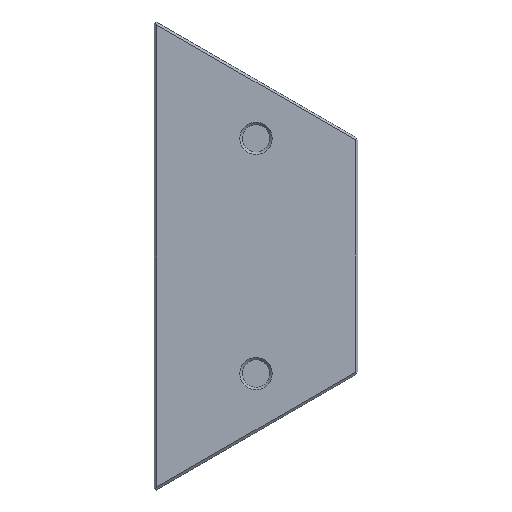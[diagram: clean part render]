
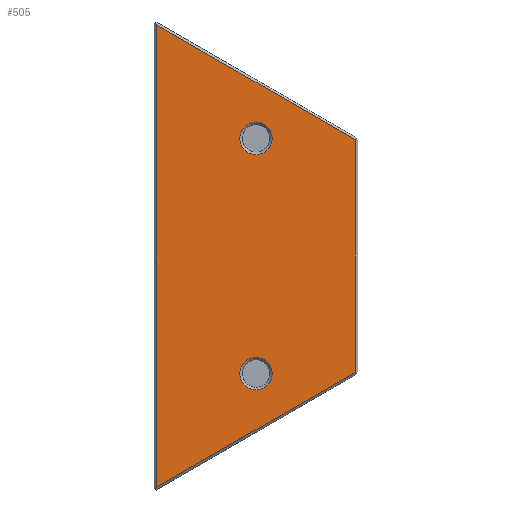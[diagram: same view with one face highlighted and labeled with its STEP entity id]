
A CAD part, left-side view. The second image highlights one B-rep face of the part: STEP entity #505.
In plain terms, the highlighted planar face has unit normal (-1, 0, 0).
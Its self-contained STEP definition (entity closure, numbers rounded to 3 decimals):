
#25=FACE_BOUND('',#88,.T.);
#26=FACE_BOUND('',#89,.T.);
#30=CIRCLE('',#553,2.75);
#31=CIRCLE('',#554,2.75);
#54=FACE_OUTER_BOUND('',#87,.T.);
#87=EDGE_LOOP('',(#406,#407,#408,#409));
#88=EDGE_LOOP('',(#410));
#89=EDGE_LOOP('',(#411));
#120=LINE('',#763,#175);
#136=LINE('',#796,#191);
#139=LINE('',#801,#194);
#149=LINE('',#819,#204);
#175=VECTOR('',#610,10.);
#191=VECTOR('',#634,10.);
#194=VECTOR('',#639,10.);
#204=VECTOR('',#657,10.);
#230=VERTEX_POINT('',#760);
#231=VERTEX_POINT('',#762);
#243=VERTEX_POINT('',#793);
#244=VERTEX_POINT('',#795);
#250=VERTEX_POINT('',#821);
#251=VERTEX_POINT('',#823);
#279=EDGE_CURVE('',#230,#231,#120,.T.);
#295=EDGE_CURVE('',#243,#244,#136,.T.);
#298=EDGE_CURVE('',#231,#243,#139,.T.);
#308=EDGE_CURVE('',#244,#230,#149,.T.);
#309=EDGE_CURVE('',#250,#250,#30,.T.);
#310=EDGE_CURVE('',#251,#251,#31,.T.);
#406=ORIENTED_EDGE('',*,*,#308,.F.);
#407=ORIENTED_EDGE('',*,*,#295,.F.);
#408=ORIENTED_EDGE('',*,*,#298,.F.);
#409=ORIENTED_EDGE('',*,*,#279,.F.);
#410=ORIENTED_EDGE('',*,*,#309,.F.);
#411=ORIENTED_EDGE('',*,*,#310,.F.);
#482=PLANE('',#552);
#505=ADVANCED_FACE('',(#54,#25,#26),#482,.F.);
#552=AXIS2_PLACEMENT_3D('',#820,#658,#659);
#553=AXIS2_PLACEMENT_3D('',#822,#660,#661);
#554=AXIS2_PLACEMENT_3D('',#824,#662,#663);
#610=DIRECTION('',(0.,0.,1.));
#634=DIRECTION('',(0.,0.,-1.));
#639=DIRECTION('',(0.,-0.866,-0.5));
#657=DIRECTION('',(0.,0.866,-0.5));
#658=DIRECTION('center_axis',(1.,0.,0.));
#659=DIRECTION('ref_axis',(0.,1.,0.));
#660=DIRECTION('center_axis',(-1.,0.,0.));
#661=DIRECTION('ref_axis',(0.,1.,0.));
#662=DIRECTION('center_axis',(-1.,0.,0.));
#663=DIRECTION('ref_axis',(0.,1.,0.));
#760=CARTESIAN_POINT('',(0.,-1.4,-39.307));
#762=CARTESIAN_POINT('',(0.,-1.4,39.307));
#763=CARTESIAN_POINT('',(0.,-1.4,0.));
#793=CARTESIAN_POINT('',(0.,-35.241,19.769));
#795=CARTESIAN_POINT('',(0.,-35.241,-19.769));
#796=CARTESIAN_POINT('',(0.,-35.241,10.));
#801=CARTESIAN_POINT('',(0.,-9.46,34.654));
#819=CARTESIAN_POINT('',(0.,-26.781,-24.654));
#820=CARTESIAN_POINT('Origin',(0.,-1.,0.));
#821=CARTESIAN_POINT('',(0.,-21.071,-20.));
#822=CARTESIAN_POINT('Origin',(0.,-18.321,-20.));
#823=CARTESIAN_POINT('',(0.,-21.071,20.));
#824=CARTESIAN_POINT('Origin',(0.,-18.321,20.));
